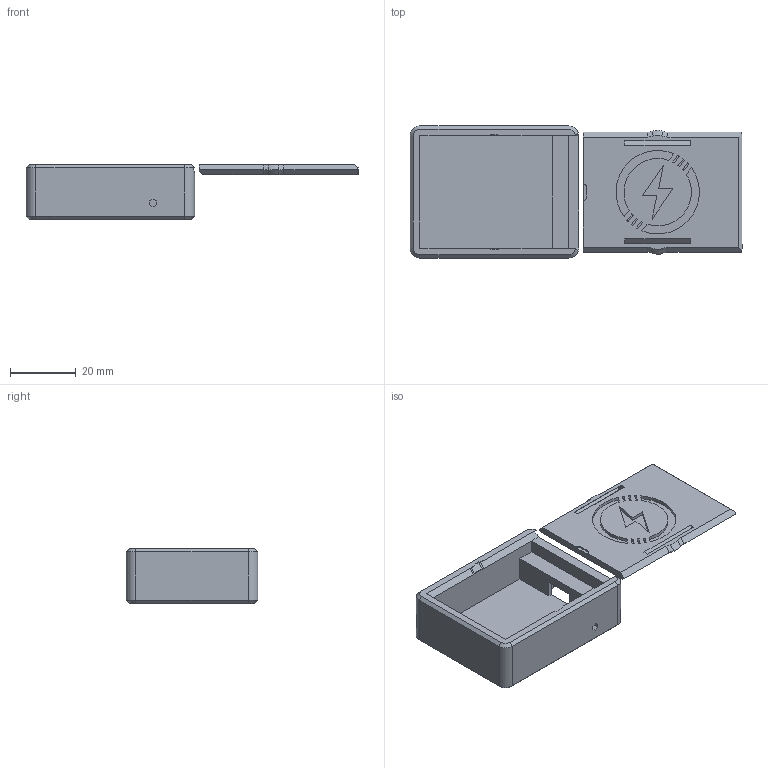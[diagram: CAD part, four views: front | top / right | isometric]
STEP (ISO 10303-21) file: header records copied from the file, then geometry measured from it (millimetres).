
FILE_DESCRIPTION(/* description */ (''),/* implementation_level */ '2;1');
FILE_NAME(/* name */ 'LolaD1Mini Box.step',/* time_stamp */ '2023-09-27T03:05:49-04:00',/* author */ (''),/* organization */ (''),/* preprocessor_version */ 'ST-DEVELOPER v20',/* originating_system */ 'Autodesk Translation Framework v12.14.0.127',/* authorisation */ '');
FILE_SCHEMA (('AUTOMOTIVE_DESIGN { 1 0 10303 214 3 1 1 }'));
Length unit declared in the file: millimetre
Products named in the file (3): LinkBox; TopSlide; BottomBase
Assembly tree (2 placements, depth 2):
  LinkBox
    TopSlide
    BottomBase
Bounding box: 100.62 x 40 x 16.6 mm (x, y, z)
Volume: 15601.2 mm3; surface area: 13256.7 mm2
Topology: 2 solids, 2 shells, 172 faces, 434 edges, 274 vertices
Faces by surface type: plane 108, cylinder 32, bspline 22, cone 10
Entity records: 5290 total; most frequent: CARTESIAN_POINT 1117, ORIENTED_EDGE 868, DIRECTION 810, EDGE_CURVE 434, LINE 312, VECTOR 312, VERTEX_POINT 274, AXIS2_PLACEMENT_3D 249
